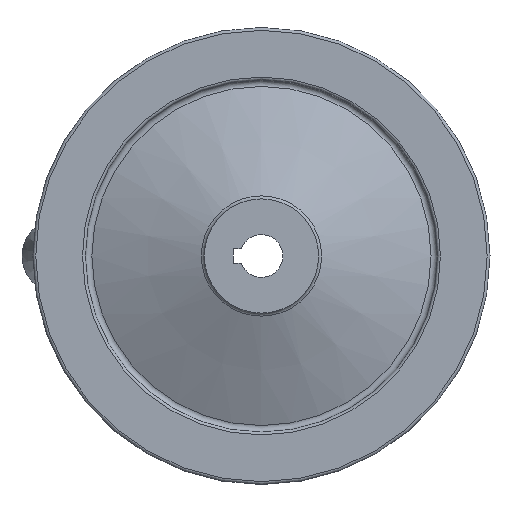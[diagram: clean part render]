
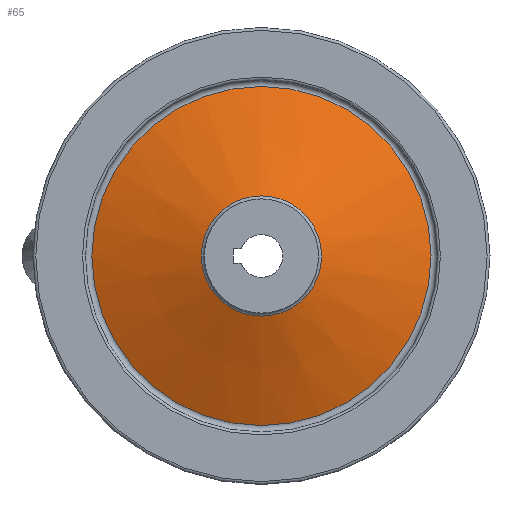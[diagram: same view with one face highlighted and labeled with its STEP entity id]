
A CAD part, left-side view. The second image highlights one B-rep face of the part: STEP entity #65.
In plain terms, the highlighted conical face has half-angle 68.032 degrees and reference radius 21.043 mm.
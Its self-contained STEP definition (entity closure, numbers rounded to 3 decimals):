
#65 = ADVANCED_FACE( '', ( #150, #151 ), #152, .T. );
#150 = FACE_OUTER_BOUND( '', #262, .T. );
#151 = FACE_BOUND( '', #263, .T. );
#152 = CONICAL_SURFACE( '', #264, 21.043, 1.187 );
#262 = EDGE_LOOP( '', ( #419 ) );
#263 = EDGE_LOOP( '', ( #420 ) );
#264 = AXIS2_PLACEMENT_3D( '', #421, #422, #423 );
#419 = ORIENTED_EDGE( '', *, *, #563, .F. );
#420 = ORIENTED_EDGE( '', *, *, #570, .T. );
#421 = CARTESIAN_POINT( '', ( 12.509, 0., 0. ) );
#422 = DIRECTION( '', ( 1., 0., 0. ) );
#423 = DIRECTION( '', ( 0., 0., -1. ) );
#563 = EDGE_CURVE( '', #636, #636, #637, .T. );
#570 = EDGE_CURVE( '', #647, #647, #648, .T. );
#636 = VERTEX_POINT( '', #730 );
#637 = CIRCLE( '', #731, 59.35 );
#647 = VERTEX_POINT( '', #741 );
#648 = CIRCLE( '', #742, 21.043 );
#730 = CARTESIAN_POINT( '', ( 27.962, 0., -59.35 ) );
#731 = AXIS2_PLACEMENT_3D( '', #828, #829, #830 );
#741 = CARTESIAN_POINT( '', ( 12.509, 0., -21.043 ) );
#742 = AXIS2_PLACEMENT_3D( '', #840, #841, #842 );
#828 = CARTESIAN_POINT( '', ( 27.962, 0., 0. ) );
#829 = DIRECTION( '', ( 1., 0., 0. ) );
#830 = DIRECTION( '', ( 0., 0., -1. ) );
#840 = CARTESIAN_POINT( '', ( 12.509, 0., 0. ) );
#841 = DIRECTION( '', ( 1., 0., 0. ) );
#842 = DIRECTION( '', ( 0., 0., -1. ) );
